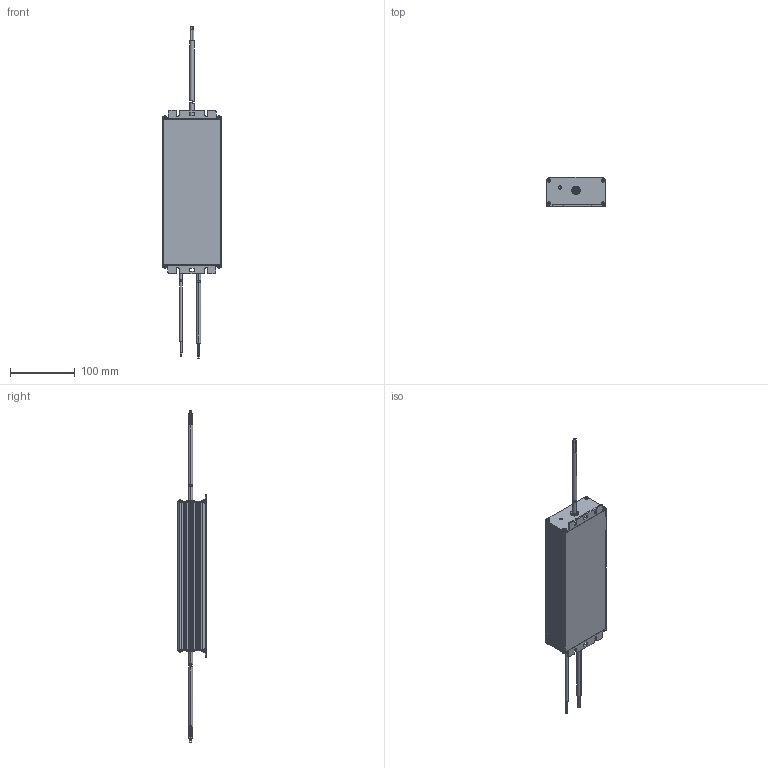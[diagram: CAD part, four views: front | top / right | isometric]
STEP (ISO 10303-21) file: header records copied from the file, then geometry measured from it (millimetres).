
FILE_DESCRIPTION (( 'STEP AP203' ), '1' );
FILE_NAME ('A4928_MU320H105AQ_CP.STEP', '2015-02-27T05:19:29', ( 'Lenovo User' ), ( 'Lenovo (Beijing) Limited' ), 'SwSTEP 2.0', 'SolidWorks 2012', '' );
FILE_SCHEMA (( 'CONFIG_CONTROL_DESIGN' ));
Products named in the file (10): A4928_MU320H105AQ_CP; pan head cross recess screw_iso_ISO 7045 - M3 x 8 - Z --- 8N; 输入线束; 怀堤盄旰; 覃嫖誘盄杶; 覃嫖盄旰; 誘盄杶; 覃嫖傷裔; 输入端盖; A320W俋褲
Assembly tree (17 placements, depth 2):
  A4928_MU320H105AQ_CP
    A320W俋褲
    输入端盖
    覃嫖傷裔
    誘盄杶  x2
    覃嫖盄旰
    覃嫖誘盄杶
    怀堤盄旰
    输入线束
    pan head cross recess screw_iso_ISO 7045 - M3 x 8 - Z --- 8N  x8
Bounding box: 90 x 44.5 x 511 mm (x, y, z)
Volume: 196853.9 mm3; surface area: 211723.7 mm2
Topology: 24 solids, 24 shells, 1745 faces, 4820 edges, 3144 vertices
Faces by surface type: plane 1117, cylinder 476, cone 88, torus 48, sphere 16
Entity records: 47782 total; most frequent: CARTESIAN_POINT 8371, ORIENTED_EDGE 8144, DIRECTION 7859, EDGE_CURVE 4072, VECTOR 3083, LINE 3083, VERTEX_POINT 2704, AXIS2_PLACEMENT_3D 2388
